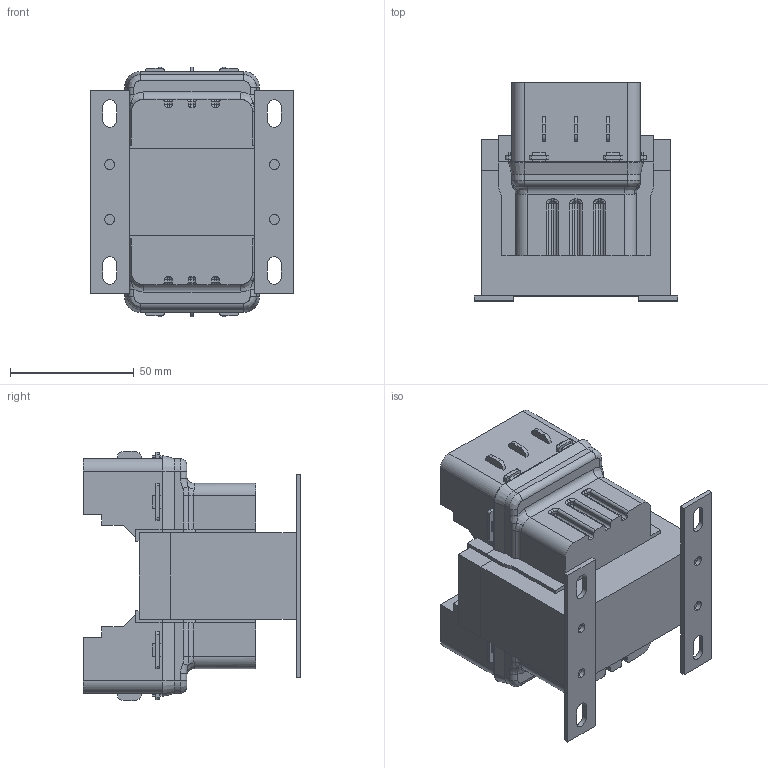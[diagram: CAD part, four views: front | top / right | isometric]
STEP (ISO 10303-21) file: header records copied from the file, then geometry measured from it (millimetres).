
FILE_DESCRIPTION (( 'STEP AP214' ), '1' );
FILE_NAME ('PH50MLI.step', '2017-08-15T17:46:42', ( '' ), ( '' ), 'SwSTEP 2.0', 'SolidWorks 2017', '' );
FILE_SCHEMA (( 'AUTOMOTIVE_DESIGN' ));
Length unit declared in the file: inch
Products named in the file (1): PH50MLI
Bounding box: 82.55 x 88.25 x 101 mm (x, y, z)
Volume: 350914 mm3; surface area: 66986.6 mm2
Topology: 6 solids, 6 shells, 480 faces, 1252 edges, 786 vertices
Faces by surface type: plane 300, cylinder 126, bspline 50, cone 4
Entity records: 15967 total; most frequent: CARTESIAN_POINT 4257, ORIENTED_EDGE 2480, DIRECTION 2296, EDGE_CURVE 1240, VECTOR 922, LINE 922, VERTEX_POINT 786, AXIS2_PLACEMENT_3D 687
